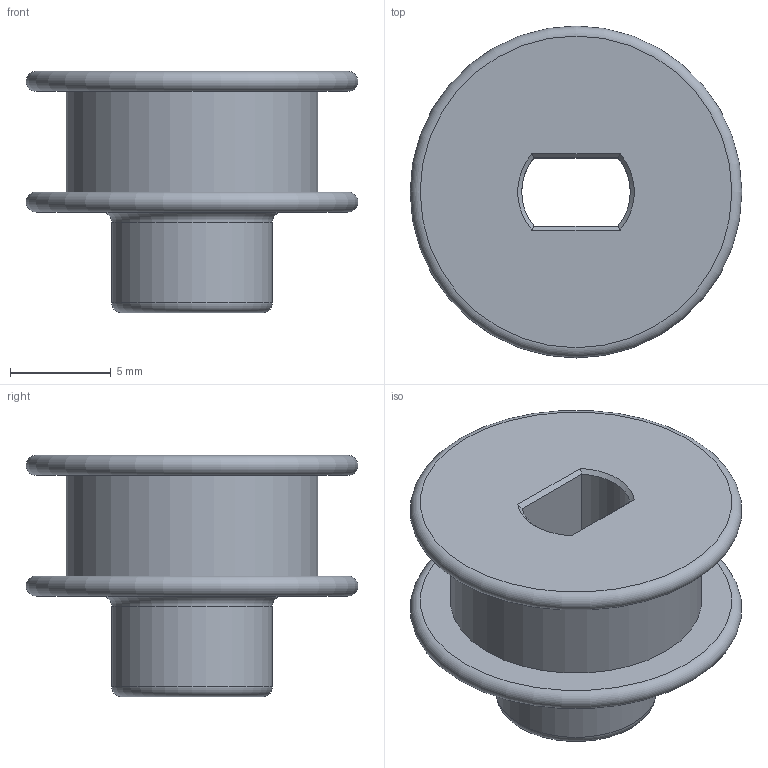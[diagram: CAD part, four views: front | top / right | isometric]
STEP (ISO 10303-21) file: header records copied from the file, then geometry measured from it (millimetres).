
FILE_DESCRIPTION(/* description */ (''),/* implementation_level */ '2;1');
FILE_NAME(/* name */ 'Pulley1 v4.step',/* time_stamp */ '2018-06-15T11:48:41+03:00',/* author */ (''),/* organization */ (''),/* preprocessor_version */ 'ST-DEVELOPER v17',/* originating_system */ 'Autodesk Translation Framework v7.1.0.215',/* authorisation */ '');
FILE_SCHEMA (('AUTOMOTIVE_DESIGN { 1 0 10303 214 3 1 1 }'));
Length unit declared in the file: millimetre
Products named in the file (1): Pulley1
Bounding box: 16.5 x 16.5 x 12 mm (x, y, z)
Volume: 1076.3 mm3; surface area: 1131.1 mm2
Topology: 1 solids, 1 shells, 23 faces, 48 edges, 30 vertices
Faces by surface type: plane 11, cone 4, cylinder 4, torus 4
Full cylindrical faces by diameter (mm): 8 x1, 12.5 x1
Entity records: 665 total; most frequent: CARTESIAN_POINT 126, DIRECTION 114, ORIENTED_EDGE 96, AXIS2_PLACEMENT_3D 50, EDGE_CURVE 48, VERTEX_POINT 30, EDGE_LOOP 28, CIRCLE 26
